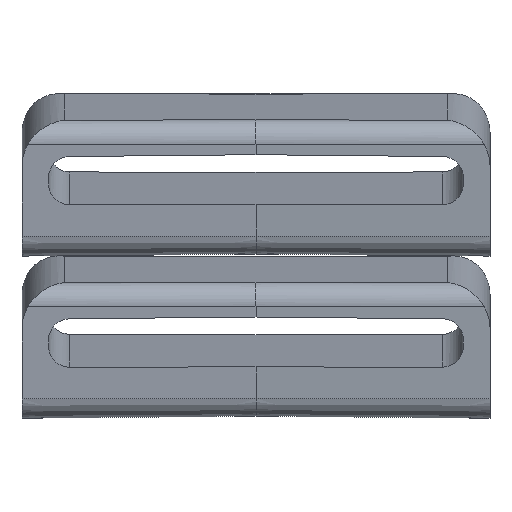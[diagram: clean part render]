
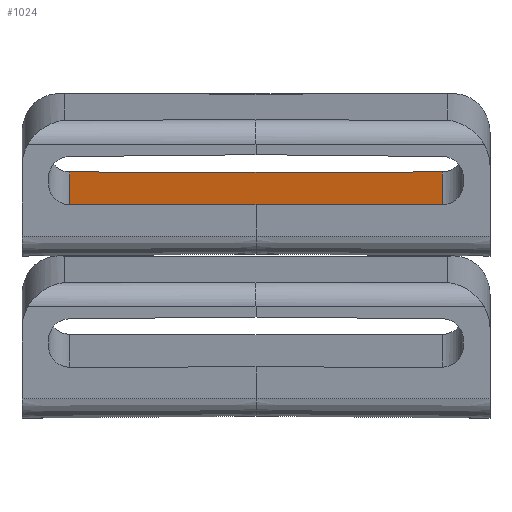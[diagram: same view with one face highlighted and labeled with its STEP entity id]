
A CAD part, top view. The second image highlights one B-rep face of the part: STEP entity #1024.
In plain terms, the highlighted planar face has unit normal (0, 0.988, 0.156).
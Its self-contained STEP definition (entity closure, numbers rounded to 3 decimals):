
#64=PLANE('',#1117);
#108=FACE_OUTER_BOUND('',#164,.T.);
#164=EDGE_LOOP('',(#833,#834,#835,#836,#837,#838));
#242=LINE('',#1711,#346);
#246=LINE('',#1723,#350);
#248=LINE('',#1729,#352);
#249=LINE('',#1730,#353);
#250=LINE('',#1732,#354);
#251=LINE('',#1733,#355);
#346=VECTOR('',#1309,10.);
#350=VECTOR('',#1319,10.);
#352=VECTOR('',#1325,10.);
#353=VECTOR('',#1326,10.);
#354=VECTOR('',#1327,10.);
#355=VECTOR('',#1328,10.);
#469=VERTEX_POINT('',#1704);
#472=VERTEX_POINT('',#1709);
#476=VERTEX_POINT('',#1720);
#477=VERTEX_POINT('',#1722);
#479=VERTEX_POINT('',#1728);
#480=VERTEX_POINT('',#1731);
#596=EDGE_CURVE('',#472,#469,#242,.T.);
#601=EDGE_CURVE('',#476,#477,#246,.T.);
#604=EDGE_CURVE('',#479,#472,#248,.T.);
#605=EDGE_CURVE('',#477,#479,#249,.T.);
#606=EDGE_CURVE('',#476,#480,#250,.F.);
#607=EDGE_CURVE('',#480,#469,#251,.F.);
#833=ORIENTED_EDGE('',*,*,#596,.F.);
#834=ORIENTED_EDGE('',*,*,#604,.F.);
#835=ORIENTED_EDGE('',*,*,#605,.F.);
#836=ORIENTED_EDGE('',*,*,#601,.F.);
#837=ORIENTED_EDGE('',*,*,#606,.T.);
#838=ORIENTED_EDGE('',*,*,#607,.T.);
#1024=ADVANCED_FACE('',(#108),#64,.T.);
#1117=AXIS2_PLACEMENT_3D('',#1727,#1323,#1324);
#1309=DIRECTION('',(0.,-0.156,0.988));
#1319=DIRECTION('',(0.,0.156,-0.988));
#1323=DIRECTION('center_axis',(0.,0.988,0.156));
#1324=DIRECTION('ref_axis',(0.,-0.156,0.988));
#1325=DIRECTION('',(1.,0.001,-0.009));
#1326=DIRECTION('',(1.,-0.001,0.009));
#1327=DIRECTION('',(-1.,-0.001,0.009));
#1328=DIRECTION('',(-1.,0.001,-0.009));
#1704=CARTESIAN_POINT('',(8.75,30.893,-19.164));
#1709=CARTESIAN_POINT('',(8.75,32.457,-29.036));
#1711=CARTESIAN_POINT('',(8.75,32.06,-26.53));
#1720=CARTESIAN_POINT('',(-8.75,30.893,-19.164));
#1722=CARTESIAN_POINT('',(-8.75,32.457,-29.036));
#1723=CARTESIAN_POINT('',(-8.75,30.131,-14.353));
#1727=CARTESIAN_POINT('Origin',(-11.,32.445,-28.961));
#1728=CARTESIAN_POINT('',(0.,32.445,-28.961));
#1729=CARTESIAN_POINT('',(0.,32.445,-28.961));
#1730=CARTESIAN_POINT('',(0.,32.445,-28.961));
#1731=CARTESIAN_POINT('',(0.,30.905,-19.239));
#1732=CARTESIAN_POINT('',(0.043,30.905,-19.24));
#1733=CARTESIAN_POINT('',(-0.043,30.905,-19.24));
